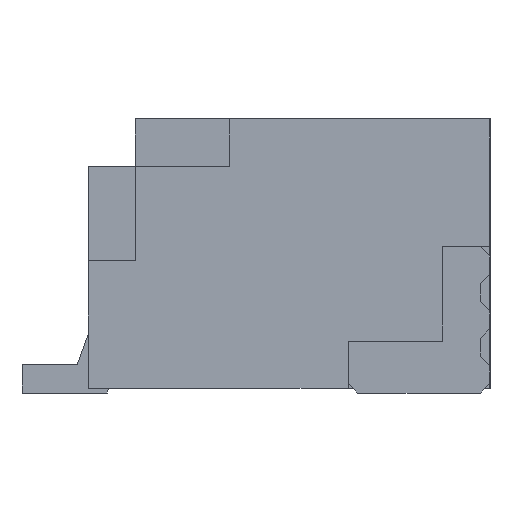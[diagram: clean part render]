
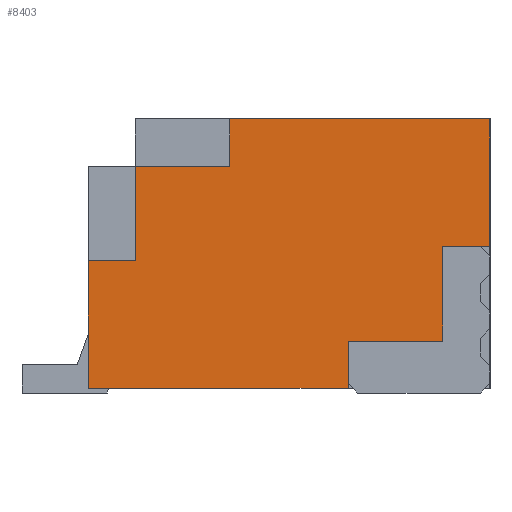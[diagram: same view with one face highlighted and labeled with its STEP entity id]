
A CAD part, left-side view. The second image highlights one B-rep face of the part: STEP entity #8403.
In plain terms, the highlighted planar face has unit normal (-1, 0, 0).
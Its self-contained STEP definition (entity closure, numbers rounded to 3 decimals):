
#260=FACE_OUTER_BOUND('',#705,.T.);
#705=EDGE_LOOP('',(#6415,#6416,#6417,#6418,#6419,#6420,#6421,#6422,#6423,
#6424,#6425,#6426));
#1409=LINE('',#12044,#2575);
#1439=LINE('',#12104,#2605);
#1489=LINE('',#12206,#2655);
#1494=LINE('',#12215,#2660);
#1496=LINE('',#12219,#2662);
#1497=LINE('',#12222,#2663);
#1500=LINE('',#12228,#2666);
#1504=LINE('',#12236,#2670);
#1507=LINE('',#12242,#2673);
#1517=LINE('',#12260,#2683);
#1584=LINE('',#12394,#2750);
#1585=LINE('',#12396,#2751);
#2575=VECTOR('',#9875,2.75);
#2605=VECTOR('',#9921,1.35);
#2655=VECTOR('',#10003,0.5);
#2660=VECTOR('',#10010,1.);
#2662=VECTOR('',#10014,1.);
#2663=VECTOR('',#10017,0.5);
#2666=VECTOR('',#10022,1.);
#2670=VECTOR('',#10030,1.);
#2673=VECTOR('',#10035,0.5);
#2683=VECTOR('',#10053,0.5);
#2750=VECTOR('',#10124,1.35);
#2751=VECTOR('',#10127,2.75);
#3586=VERTEX_POINT('',#12041);
#3587=VERTEX_POINT('',#12043);
#3604=VERTEX_POINT('',#12092);
#3644=VERTEX_POINT('',#12203);
#3645=VERTEX_POINT('',#12205);
#3648=VERTEX_POINT('',#12213);
#3649=VERTEX_POINT('',#12217);
#3650=VERTEX_POINT('',#12221);
#3652=VERTEX_POINT('',#12227);
#3654=VERTEX_POINT('',#12235);
#3656=VERTEX_POINT('',#12241);
#3725=VERTEX_POINT('',#12392);
#4519=EDGE_CURVE('',#3587,#3586,#1409,.T.);
#4549=EDGE_CURVE('',#3604,#3587,#1439,.T.);
#4599=EDGE_CURVE('',#3645,#3644,#1489,.T.);
#4604=EDGE_CURVE('',#3644,#3648,#1494,.T.);
#4606=EDGE_CURVE('',#3648,#3649,#1496,.T.);
#4607=EDGE_CURVE('',#3586,#3650,#1497,.T.);
#4610=EDGE_CURVE('',#3650,#3652,#1500,.T.);
#4614=EDGE_CURVE('',#3652,#3654,#1504,.T.);
#4617=EDGE_CURVE('',#3654,#3656,#1507,.T.);
#4627=EDGE_CURVE('',#3649,#3604,#1517,.T.);
#4694=EDGE_CURVE('',#3656,#3725,#1584,.T.);
#4695=EDGE_CURVE('',#3725,#3645,#1585,.T.);
#6415=ORIENTED_EDGE('',*,*,#4607,.T.);
#6416=ORIENTED_EDGE('',*,*,#4610,.T.);
#6417=ORIENTED_EDGE('',*,*,#4614,.T.);
#6418=ORIENTED_EDGE('',*,*,#4617,.T.);
#6419=ORIENTED_EDGE('',*,*,#4694,.T.);
#6420=ORIENTED_EDGE('',*,*,#4695,.T.);
#6421=ORIENTED_EDGE('',*,*,#4599,.T.);
#6422=ORIENTED_EDGE('',*,*,#4604,.T.);
#6423=ORIENTED_EDGE('',*,*,#4606,.T.);
#6424=ORIENTED_EDGE('',*,*,#4627,.T.);
#6425=ORIENTED_EDGE('',*,*,#4549,.T.);
#6426=ORIENTED_EDGE('',*,*,#4519,.T.);
#7758=PLANE('',#8834);
#8403=ADVANCED_FACE('',(#260),#7758,.T.);
#8834=AXIS2_PLACEMENT_3D('',#12395,#10125,#10126);
#9875=DIRECTION('',(0.,1.,0.));
#9921=DIRECTION('',(0.,0.,1.));
#10003=DIRECTION('',(0.,0.,1.));
#10010=DIRECTION('',(0.,-1.,0.));
#10014=DIRECTION('',(0.,0.,1.));
#10017=DIRECTION('',(0.,0.,-1.));
#10022=DIRECTION('',(0.,1.,0.));
#10030=DIRECTION('',(0.,0.,-1.));
#10035=DIRECTION('',(0.,1.,0.));
#10053=DIRECTION('',(0.,-1.,0.));
#10124=DIRECTION('',(0.,0.,-1.));
#10125=DIRECTION('center_axis',(-1.,0.,0.));
#10126=DIRECTION('ref_axis',(0.,0.,1.));
#10127=DIRECTION('',(0.,-1.,0.));
#12041=CARTESIAN_POINT('',(-8.5,-1.5,2.9));
#12043=CARTESIAN_POINT('',(-8.5,-4.25,2.9));
#12044=CARTESIAN_POINT('',(-8.5,-4.25,2.9));
#12092=CARTESIAN_POINT('',(-8.5,-4.25,1.55));
#12104=CARTESIAN_POINT('',(-8.5,-4.25,0.05));
#12203=CARTESIAN_POINT('',(-8.5,-2.75,0.55));
#12205=CARTESIAN_POINT('',(-8.5,-2.75,0.05));
#12206=CARTESIAN_POINT('',(-8.5,-2.75,1.006));
#12213=CARTESIAN_POINT('',(-8.5,-3.75,0.55));
#12215=CARTESIAN_POINT('',(-8.5,-2.861,0.55));
#12217=CARTESIAN_POINT('',(-8.5,-3.75,1.55));
#12219=CARTESIAN_POINT('',(-8.5,-3.75,1.506));
#12221=CARTESIAN_POINT('',(-8.5,-1.5,2.4));
#12222=CARTESIAN_POINT('',(-8.5,-1.5,1.931));
#12227=CARTESIAN_POINT('',(-8.5,-0.5,2.4));
#12228=CARTESIAN_POINT('',(-8.5,-1.236,2.4));
#12235=CARTESIAN_POINT('',(-8.5,-0.5,1.4));
#12236=CARTESIAN_POINT('',(-8.5,-0.5,1.431));
#12241=CARTESIAN_POINT('',(-8.5,0.,1.4));
#12242=CARTESIAN_POINT('',(-8.5,-0.986,1.4));
#12260=CARTESIAN_POINT('',(-8.5,-3.111,1.55));
#12392=CARTESIAN_POINT('',(-8.5,0.,0.05));
#12394=CARTESIAN_POINT('',(-8.5,0.,2.4));
#12395=CARTESIAN_POINT('Origin',(-8.5,-1.972,1.463));
#12396=CARTESIAN_POINT('',(-8.5,0.,0.05));
